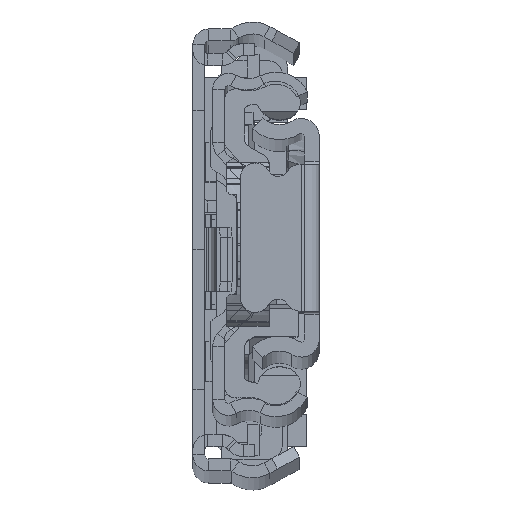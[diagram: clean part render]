
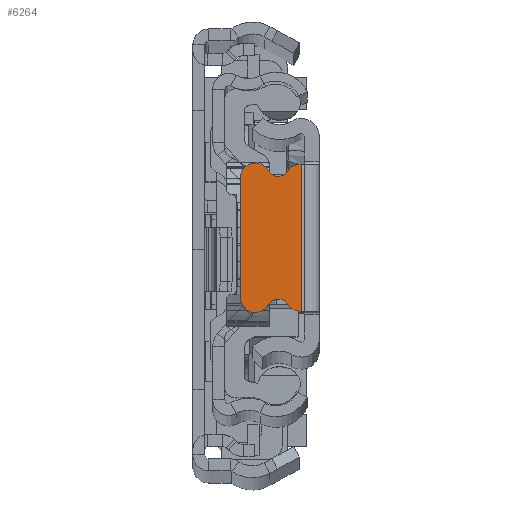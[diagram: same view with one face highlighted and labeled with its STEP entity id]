
A CAD part, top view. The second image highlights one B-rep face of the part: STEP entity #6264.
In plain terms, the highlighted planar face has unit normal (0, 0, 1).
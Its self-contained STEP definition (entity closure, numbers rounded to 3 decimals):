
#407 = VECTOR ( 'NONE', #21937, 1000. ) ;
#811 = DIRECTION ( 'NONE',  ( 1., 0., 0. ) ) ;
#1044 = CIRCLE ( 'NONE', #20929, 1.5 ) ;
#1982 = VERTEX_POINT ( 'NONE', #5919 ) ;
#2818 = VERTEX_POINT ( 'NONE', #15866 ) ;
#2829 = VECTOR ( 'NONE', #3402, 1000. ) ;
#3156 = PLANE ( 'NONE',  #10399 ) ;
#3388 = CIRCLE ( 'NONE', #6239, 1.5 ) ;
#3402 = DIRECTION ( 'NONE',  ( -1., 0., 0. ) ) ;
#5083 = VECTOR ( 'NONE', #30902, 1000. ) ;
#5844 = ORIENTED_EDGE ( 'NONE', *, *, #19793, .T. ) ;
#5919 = CARTESIAN_POINT ( 'NONE',  ( -1.929, 7.37, 0. ) ) ;
#5981 = AXIS2_PLACEMENT_3D ( 'NONE', #20334, #25146, #6838 ) ;
#6019 = VERTEX_POINT ( 'NONE', #17041 ) ;
#6208 = CARTESIAN_POINT ( 'NONE',  ( -7.929, 6., 0. ) ) ;
#6239 = AXIS2_PLACEMENT_3D ( 'NONE', #12857, #34732, #10376 ) ;
#6264 = ADVANCED_FACE ( 'NONE', ( #11335 ), #3156, .T. ) ;
#6838 = DIRECTION ( 'NONE',  ( -1., 0., 0. ) ) ;
#7876 = CARTESIAN_POINT ( 'NONE',  ( -1.929, 5.87, 0. ) ) ;
#8452 = LINE ( 'NONE', #13771, #407 ) ;
#8971 = CARTESIAN_POINT ( 'NONE',  ( -3.206, 6.658, 0. ) ) ;
#9240 = CARTESIAN_POINT ( 'NONE',  ( -7.929, -6., 0. ) ) ;
#9388 = CARTESIAN_POINT ( 'NONE',  ( -5.109, -6.713, 0. ) ) ;
#9903 = DIRECTION ( 'NONE',  ( -1., 0., 0. ) ) ;
#10376 = DIRECTION ( 'NONE',  ( 1., 0., 0. ) ) ;
#10399 = AXIS2_PLACEMENT_3D ( 'NONE', #16650, #19138, #29992 ) ;
#11046 = CARTESIAN_POINT ( 'NONE',  ( -1.929, -7.37, 0. ) ) ;
#11196 = EDGE_CURVE ( 'NONE', #23848, #23498, #33811, .T. ) ;
#11335 = FACE_OUTER_BOUND ( 'NONE', #32367, .T. ) ;
#12833 = VERTEX_POINT ( 'NONE', #6208 ) ;
#12857 = CARTESIAN_POINT ( 'NONE',  ( -6.429, -6., 0. ) ) ;
#13027 = CARTESIAN_POINT ( 'NONE',  ( -6.429, 6., 0. ) ) ;
#13352 = ORIENTED_EDGE ( 'NONE', *, *, #20259, .F. ) ;
#13771 = CARTESIAN_POINT ( 'NONE',  ( -1.75, 0., 0. ) ) ;
#14123 = ORIENTED_EDGE ( 'NONE', *, *, #16435, .T. ) ;
#14194 = DIRECTION ( 'NONE',  ( 0., 0., 1. ) ) ;
#14708 = EDGE_CURVE ( 'NONE', #32462, #21736, #8452, .T. ) ;
#15866 = CARTESIAN_POINT ( 'NONE',  ( -1.929, -7.37, 0. ) ) ;
#16435 = EDGE_CURVE ( 'NONE', #12833, #33987, #16489, .T. ) ;
#16489 = LINE ( 'NONE', #9240, #5083 ) ;
#16650 = CARTESIAN_POINT ( 'NONE',  ( 692.771, 0., 0. ) ) ;
#17027 = DIRECTION ( 'NONE',  ( 1., 0., 0. ) ) ;
#17041 = CARTESIAN_POINT ( 'NONE',  ( -5.109, 6.713, 0. ) ) ;
#18140 = CARTESIAN_POINT ( 'NONE',  ( -7.929, -6., 0. ) ) ;
#18198 = ORIENTED_EDGE ( 'NONE', *, *, #20580, .T. ) ;
#19138 = DIRECTION ( 'NONE',  ( 0., 0., 1. ) ) ;
#19735 = LINE ( 'NONE', #11046, #2829 ) ;
#19793 = EDGE_CURVE ( 'NONE', #6019, #12833, #34476, .T. ) ;
#20259 = EDGE_CURVE ( 'NONE', #1982, #32462, #22681, .T. ) ;
#20334 = CARTESIAN_POINT ( 'NONE',  ( -4.142, -7.236, 0. ) ) ;
#20580 = EDGE_CURVE ( 'NONE', #25325, #6019, #24862, .T. ) ;
#20929 = AXIS2_PLACEMENT_3D ( 'NONE', #32528, #14194, #17027 ) ;
#21450 = VECTOR ( 'NONE', #811, 1000. ) ;
#21736 = VERTEX_POINT ( 'NONE', #27235 ) ;
#21937 = DIRECTION ( 'NONE',  ( 0., -1., 0. ) ) ;
#22131 = CARTESIAN_POINT ( 'NONE',  ( -4.142, 7.236, 0. ) ) ;
#22479 = ORIENTED_EDGE ( 'NONE', *, *, #33068, .T. ) ;
#22681 = LINE ( 'NONE', #30522, #21450 ) ;
#22743 = EDGE_CURVE ( 'NONE', #1982, #25325, #24424, .T. ) ;
#22872 = ORIENTED_EDGE ( 'NONE', *, *, #32584, .T. ) ;
#22911 = ORIENTED_EDGE ( 'NONE', *, *, #32679, .F. ) ;
#23088 = CARTESIAN_POINT ( 'NONE',  ( -3.206, -6.658, 0. ) ) ;
#23498 = VERTEX_POINT ( 'NONE', #23088 ) ;
#23848 = VERTEX_POINT ( 'NONE', #9388 ) ;
#24424 = CIRCLE ( 'NONE', #27278, 1.5 ) ;
#24862 = CIRCLE ( 'NONE', #29402, 1.1 ) ;
#25146 = DIRECTION ( 'NONE',  ( 0., 0., -1. ) ) ;
#25325 = VERTEX_POINT ( 'NONE', #8971 ) ;
#25778 = ORIENTED_EDGE ( 'NONE', *, *, #11196, .T. ) ;
#26000 = DIRECTION ( 'NONE',  ( -1., 0., 0. ) ) ;
#27235 = CARTESIAN_POINT ( 'NONE',  ( -1.75, -7.37, 0. ) ) ;
#27278 = AXIS2_PLACEMENT_3D ( 'NONE', #7876, #28713, #9903 ) ;
#28656 = DIRECTION ( 'NONE',  ( 0., 0., 1. ) ) ;
#28713 = DIRECTION ( 'NONE',  ( 0., 0., 1. ) ) ;
#28767 = AXIS2_PLACEMENT_3D ( 'NONE', #13027, #28656, #26000 ) ;
#29402 = AXIS2_PLACEMENT_3D ( 'NONE', #22131, #32982, #33161 ) ;
#29992 = DIRECTION ( 'NONE',  ( 1., 0., 0. ) ) ;
#30522 = CARTESIAN_POINT ( 'NONE',  ( -1.929, 7.37, 0. ) ) ;
#30902 = DIRECTION ( 'NONE',  ( 0., -1., 0. ) ) ;
#31515 = CARTESIAN_POINT ( 'NONE',  ( -1.75, 7.37, 0. ) ) ;
#31725 = ORIENTED_EDGE ( 'NONE', *, *, #22743, .T. ) ;
#32367 = EDGE_LOOP ( 'NONE', ( #34582, #13352, #31725, #18198, #5844, #14123, #22872, #25778, #22479, #22911 ) ) ;
#32462 = VERTEX_POINT ( 'NONE', #31515 ) ;
#32528 = CARTESIAN_POINT ( 'NONE',  ( -1.929, -5.87, 0. ) ) ;
#32584 = EDGE_CURVE ( 'NONE', #33987, #23848, #3388, .T. ) ;
#32679 = EDGE_CURVE ( 'NONE', #21736, #2818, #19735, .T. ) ;
#32982 = DIRECTION ( 'NONE',  ( 0., 0., -1. ) ) ;
#33068 = EDGE_CURVE ( 'NONE', #23498, #2818, #1044, .T. ) ;
#33161 = DIRECTION ( 'NONE',  ( 1., 0., 0. ) ) ;
#33811 = CIRCLE ( 'NONE', #5981, 1.1 ) ;
#33987 = VERTEX_POINT ( 'NONE', #18140 ) ;
#34476 = CIRCLE ( 'NONE', #28767, 1.5 ) ;
#34582 = ORIENTED_EDGE ( 'NONE', *, *, #14708, .F. ) ;
#34732 = DIRECTION ( 'NONE',  ( 0., 0., 1. ) ) ;
